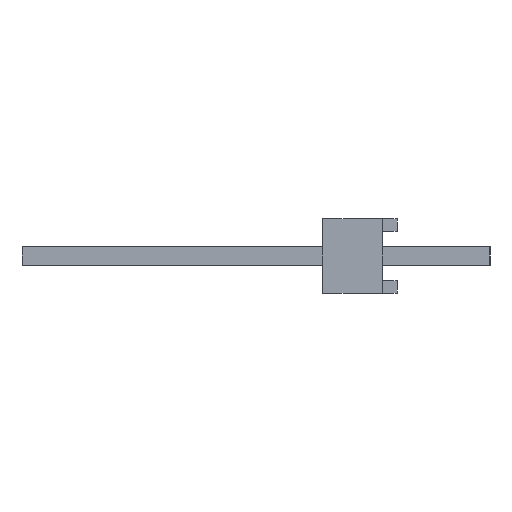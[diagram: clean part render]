
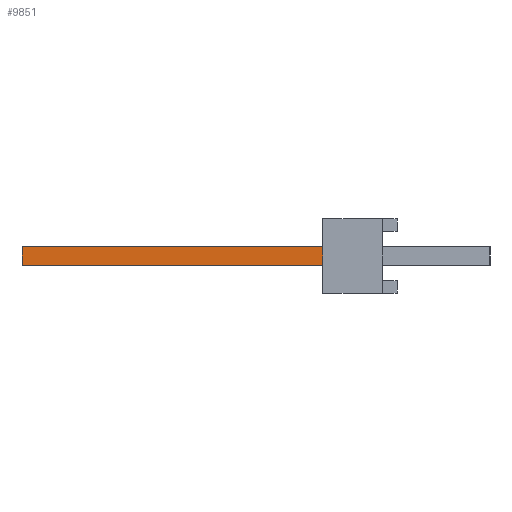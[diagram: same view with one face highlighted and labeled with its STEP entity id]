
A CAD part, left-side view. The second image highlights one B-rep face of the part: STEP entity #9851.
In plain terms, the highlighted planar face has unit normal (-1, 0, 0).
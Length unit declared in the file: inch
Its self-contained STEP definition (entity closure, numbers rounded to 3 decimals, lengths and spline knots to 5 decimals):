
#2443=ORIENTED_EDGE('',*,*,#4057,.F.);
#2444=ORIENTED_EDGE('',*,*,#3940,.F.);
#2445=ORIENTED_EDGE('',*,*,#4034,.T.);
#2446=ORIENTED_EDGE('',*,*,#3987,.T.);
#3940=EDGE_CURVE('',#4880,#4877,#6166,.T.);
#3987=EDGE_CURVE('',#4928,#4927,#6213,.T.);
#4034=EDGE_CURVE('',#4880,#4928,#6260,.T.);
#4057=EDGE_CURVE('',#4877,#4927,#6283,.T.);
#4877=VERTEX_POINT('',#15261);
#4880=VERTEX_POINT('',#15266);
#4927=VERTEX_POINT('',#15372);
#4928=VERTEX_POINT('',#15374);
#6166=LINE('',#15267,#7528);
#6213=LINE('',#15373,#7575);
#6260=LINE('',#15477,#7622);
#6283=LINE('',#15512,#7645);
#7528=VECTOR('',#12522,39.37008);
#7575=VECTOR('',#12593,39.37008);
#7622=VECTOR('',#12664,39.37008);
#7645=VECTOR('',#12711,39.37008);
#8201=EDGE_LOOP('',(#2443,#2444,#2445,#2446));
#8775=FACE_BOUND('',#8201,.T.);
#9325=PLANE('',#10404);
#9851=ADVANCED_FACE('',(#8775),#9325,.F.);
#10404=AXIS2_PLACEMENT_3D('',#15511,#12709,#12710);
#12522=DIRECTION('',(0.,-1.,0.));
#12593=DIRECTION('',(0.,-1.,0.));
#12664=DIRECTION('',(0.,0.,-1.));
#12709=DIRECTION('',(1.,0.,0.));
#12710=DIRECTION('',(0.,0.,-1.));
#12711=DIRECTION('',(0.,0.,-1.));
#15261=CARTESIAN_POINT('',(-0.5625,0.18,0.0125));
#15266=CARTESIAN_POINT('',(-0.5625,0.63,0.0125));
#15267=CARTESIAN_POINT('',(-0.5625,0.63,0.0125));
#15372=CARTESIAN_POINT('',(-0.5625,0.18,-0.0125));
#15373=CARTESIAN_POINT('',(-0.5625,0.63,-0.0125));
#15374=CARTESIAN_POINT('',(-0.5625,0.63,-0.0125));
#15477=CARTESIAN_POINT('',(-0.5625,0.63,0.0125));
#15511=CARTESIAN_POINT('',(-0.5625,0.63,0.0125));
#15512=CARTESIAN_POINT('',(-0.5625,0.18,0.0125));
